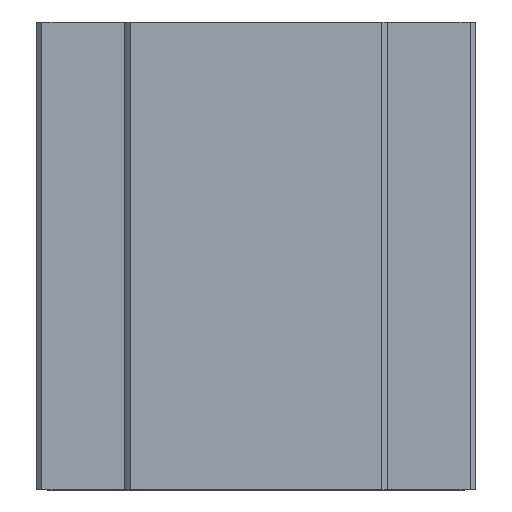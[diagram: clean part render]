
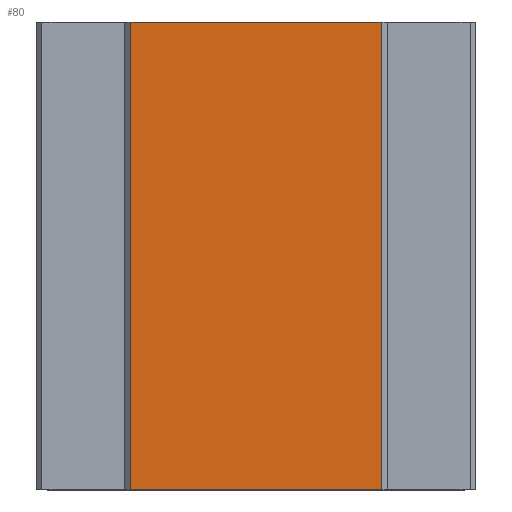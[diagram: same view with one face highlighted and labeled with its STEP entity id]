
A CAD part, top view. The second image highlights one B-rep face of the part: STEP entity #80.
In plain terms, the highlighted planar face has unit normal (0, 0, 1).
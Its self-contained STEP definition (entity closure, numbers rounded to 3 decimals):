
#80 = ADVANCED_FACE( '', ( #102 ), #103, .T. );
#102 = FACE_OUTER_BOUND( '', #134, .T. );
#103 = PLANE( '', #135 );
#134 = EDGE_LOOP( '', ( #201, #202, #203, #204 ) );
#135 = AXIS2_PLACEMENT_3D( '', #205, #206, #207 );
#201 = ORIENTED_EDGE( '', *, *, #313, .F. );
#202 = ORIENTED_EDGE( '', *, *, #314, .T. );
#203 = ORIENTED_EDGE( '', *, *, #303, .T. );
#204 = ORIENTED_EDGE( '', *, *, #295, .T. );
#205 = CARTESIAN_POINT( '', ( -12.35, -22., 25.57 ) );
#206 = DIRECTION( '', ( 0., 0., 1. ) );
#207 = DIRECTION( '', ( 1., 0., 0. ) );
#295 = EDGE_CURVE( '', #339, #343, #345, .T. );
#303 = EDGE_CURVE( '', #359, #339, #360, .T. );
#313 = EDGE_CURVE( '', #376, #343, #377, .T. );
#314 = EDGE_CURVE( '', #376, #359, #378, .T. );
#339 = VERTEX_POINT( '', #413 );
#343 = VERTEX_POINT( '', #419 );
#345 = LINE( '', #422, #423 );
#359 = VERTEX_POINT( '', #444 );
#360 = LINE( '', #445, #446 );
#376 = VERTEX_POINT( '', #471 );
#377 = LINE( '', #472, #473 );
#378 = LINE( '', #474, #475 );
#413 = CARTESIAN_POINT( '', ( 11.85, -22., 25.57 ) );
#419 = CARTESIAN_POINT( '', ( 11.85, 22., 25.57 ) );
#422 = CARTESIAN_POINT( '', ( 11.85, -22., 25.57 ) );
#423 = VECTOR( '', #519, 1000. );
#444 = CARTESIAN_POINT( '', ( -11.85, -22., 25.57 ) );
#445 = CARTESIAN_POINT( '', ( -12.35, -22., 25.57 ) );
#446 = VECTOR( '', #527, 1000. );
#471 = CARTESIAN_POINT( '', ( -11.85, 22., 25.57 ) );
#472 = CARTESIAN_POINT( '', ( -12.35, 22., 25.57 ) );
#473 = VECTOR( '', #537, 1000. );
#474 = CARTESIAN_POINT( '', ( -11.85, -22., 25.57 ) );
#475 = VECTOR( '', #538, 1000. );
#519 = DIRECTION( '', ( 0., 1., 0. ) );
#527 = DIRECTION( '', ( 1., 0., 0. ) );
#537 = DIRECTION( '', ( 1., 0., 0. ) );
#538 = DIRECTION( '', ( 0., -1., 0. ) );
